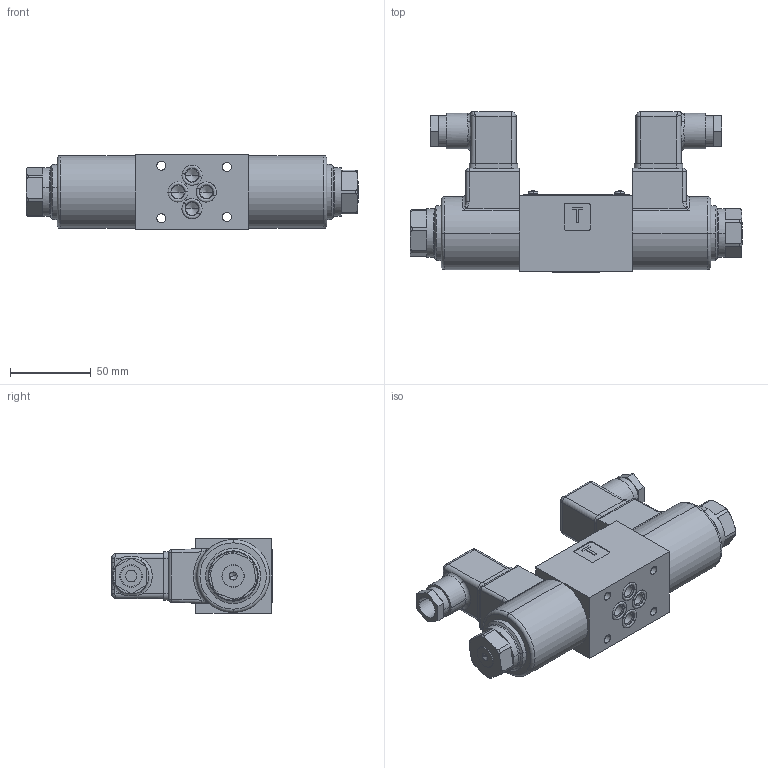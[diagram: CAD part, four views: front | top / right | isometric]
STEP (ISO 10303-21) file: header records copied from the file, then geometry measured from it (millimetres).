
FILE_DESCRIPTION (( 'STEP AP214' ), '1' );
FILE_NAME ('DSG-01-3C-D24-DIN TYPE.STEP', '2021-12-17T07:14:37', ( '' ), ( '' ), 'SwSTEP 2.0', 'SolidWorks 2019', '' );
FILE_SCHEMA (( 'AUTOMOTIVE_DESIGN' ));
Length unit declared in the file: millimetre
Products named in the file (9): Copy of Copy of Copy (2) of Din Connector-0711-R2^DSG-01-3C-D24-DIN TYPE; DSG-01-DC-COIL.STEP; DSG-01-2Bx-NUT.STEP; Copy of Copy of AS 1427 Z - Metric M3 x 8-0^DSG-01-3Cx-AC-70-DIN TYPE; DSG-01-3C-D24-DIN TYPE; NAME PLATE; oring-DSG-01.STEP; DSG-01-3Cx-D24-70 CASTING; DSG-01-3C-D24-DIN TYPE.STEP
Assembly tree (15 placements, depth 3):
  DSG-01-3C-D24-DIN TYPE
    DSG-01-3C-D24-DIN TYPE.STEP
      DSG-01-DC-COIL.STEP  x2
      oring-DSG-01.STEP  x4
      DSG-01-2Bx-NUT.STEP  x2
    DSG-01-3Cx-D24-70 CASTING
    NAME PLATE
    Copy of Copy of AS 1427 Z - Metric M3 x 8-0^DSG-01-3Cx-AC-70-DIN TYPE  x2
    Copy of Copy of Copy (2) of Din Connector-0711-R2^DSG-01-3C-D24-DIN TYPE  x2
Bounding box: 205 x 99.15 x 46 mm (x, y, z)
Volume: 389293.2 mm3; surface area: 94173.3 mm2
Topology: 20 solids, 20 shells, 646 faces, 1584 edges, 981 vertices
Faces by surface type: plane 254, cylinder 160, bspline 124, cone 58, torus 38, sphere 12
Entity records: 15515 total; most frequent: CARTESIAN_POINT 5877, ORIENTED_EDGE 1910, DIRECTION 1754, EDGE_CURVE 955, AXIS2_PLACEMENT_3D 663, VERTEX_POINT 613, EDGE_LOOP 466, VECTOR 428
